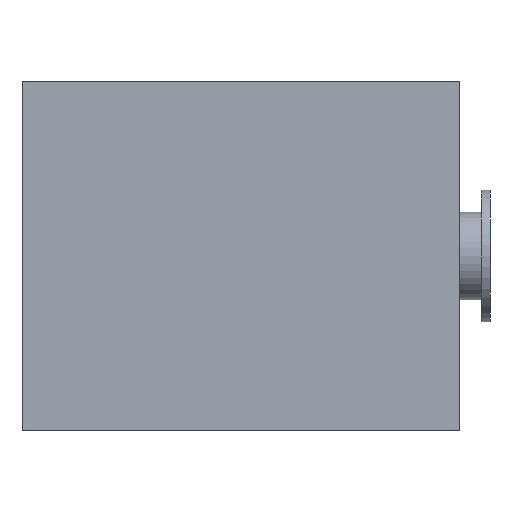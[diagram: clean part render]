
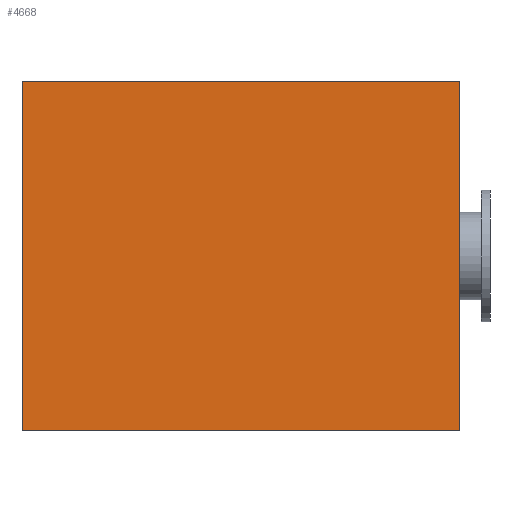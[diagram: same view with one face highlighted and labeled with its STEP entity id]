
A CAD part, front view. The second image highlights one B-rep face of the part: STEP entity #4668.
In plain terms, the highlighted planar face has unit normal (0, -1, 0).
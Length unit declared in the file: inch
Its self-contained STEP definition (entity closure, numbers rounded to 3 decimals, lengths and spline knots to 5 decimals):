
#1012 = EDGE_CURVE ( 'NONE', #4647, #16352, #1046, .T. ) ;
#1038 = ORIENTED_EDGE ( 'NONE', *, *, #3128, .F. ) ;
#1046 = LINE ( 'NONE', #8539, #10589 ) ;
#1060 = VECTOR ( 'NONE', #7592, 39.37008 ) ;
#1277 = CARTESIAN_POINT ( 'NONE',  ( -2.5, 0., -2. ) ) ;
#2575 = DIRECTION ( 'NONE',  ( 0., 0., 1. ) ) ;
#2735 = CARTESIAN_POINT ( 'NONE',  ( -2.5, 0., 2. ) ) ;
#3128 = EDGE_CURVE ( 'NONE', #5726, #4647, #9168, .T. ) ;
#3187 = LINE ( 'NONE', #11535, #3959 ) ;
#3211 = LINE ( 'NONE', #1277, #1060 ) ;
#3335 = CARTESIAN_POINT ( 'NONE',  ( -2.5, 0., -2. ) ) ;
#3806 = ORIENTED_EDGE ( 'NONE', *, *, #24166, .F. ) ;
#3959 = VECTOR ( 'NONE', #7565, 39.37008 ) ;
#4633 = PLANE ( 'NONE',  #7457 ) ;
#4647 = VERTEX_POINT ( 'NONE', #24052 ) ;
#4668 = ADVANCED_FACE ( 'NONE', ( #6442 ), #4633, .F. ) ;
#4858 = CARTESIAN_POINT ( 'NONE',  ( 2.5, 0., -2. ) ) ;
#5726 = VERTEX_POINT ( 'NONE', #2735 ) ;
#6442 = FACE_OUTER_BOUND ( 'NONE', #9047, .T. ) ;
#7457 = AXIS2_PLACEMENT_3D ( 'NONE', #22350, #20541, #2575 ) ;
#7565 = DIRECTION ( 'NONE',  ( 0., 0., 1. ) ) ;
#7592 = DIRECTION ( 'NONE',  ( -1., 0., 0. ) ) ;
#8539 = CARTESIAN_POINT ( 'NONE',  ( 2.5, 0., -2. ) ) ;
#8901 = DIRECTION ( 'NONE',  ( 0., 0., -1. ) ) ;
#9047 = EDGE_LOOP ( 'NONE', ( #16346, #1038, #3806, #14586 ) ) ;
#9168 = LINE ( 'NONE', #15336, #13823 ) ;
#9298 = DIRECTION ( 'NONE',  ( 1., 0., 0. ) ) ;
#10589 = VECTOR ( 'NONE', #8901, 39.37008 ) ;
#11535 = CARTESIAN_POINT ( 'NONE',  ( -2.5, 0., -2. ) ) ;
#13823 = VECTOR ( 'NONE', #9298, 39.37008 ) ;
#14586 = ORIENTED_EDGE ( 'NONE', *, *, #23567, .F. ) ;
#15336 = CARTESIAN_POINT ( 'NONE',  ( -2.5, 0., 2. ) ) ;
#16346 = ORIENTED_EDGE ( 'NONE', *, *, #1012, .F. ) ;
#16352 = VERTEX_POINT ( 'NONE', #4858 ) ;
#20541 = DIRECTION ( 'NONE',  ( 0., 1., 0. ) ) ;
#22227 = VERTEX_POINT ( 'NONE', #3335 ) ;
#22350 = CARTESIAN_POINT ( 'NONE',  ( 0., 0., 0. ) ) ;
#23567 = EDGE_CURVE ( 'NONE', #16352, #22227, #3211, .T. ) ;
#24052 = CARTESIAN_POINT ( 'NONE',  ( 2.5, 0., 2. ) ) ;
#24166 = EDGE_CURVE ( 'NONE', #22227, #5726, #3187, .T. ) ;
